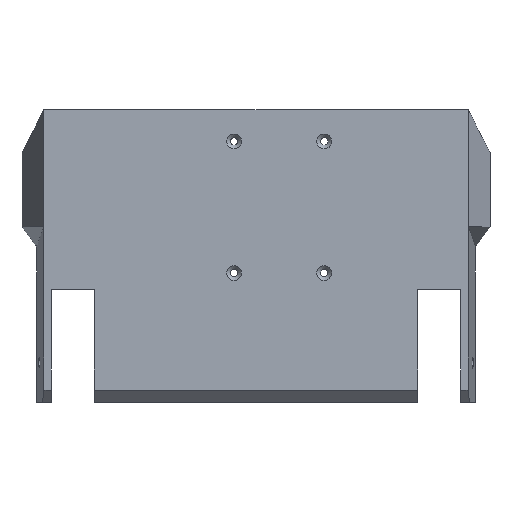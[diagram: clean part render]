
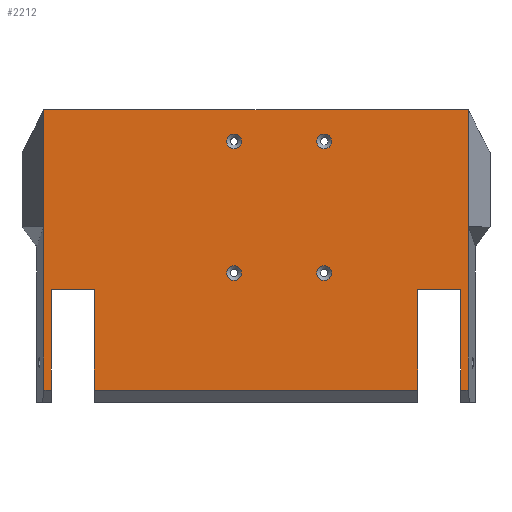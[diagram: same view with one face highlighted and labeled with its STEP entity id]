
A CAD part, front view. The second image highlights one B-rep face of the part: STEP entity #2212.
In plain terms, the highlighted planar face has unit normal (0, -1, 0).
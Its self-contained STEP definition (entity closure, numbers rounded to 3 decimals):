
#45=CIRCLE('',#2308,3.05);
#46=CIRCLE('',#2309,3.05);
#48=CIRCLE('',#2312,3.05);
#49=CIRCLE('',#2313,3.05);
#51=CIRCLE('',#2316,3.05);
#52=CIRCLE('',#2317,3.05);
#54=CIRCLE('',#2320,3.05);
#55=CIRCLE('',#2321,3.05);
#136=FACE_BOUND('',#383,.T.);
#137=FACE_BOUND('',#384,.T.);
#138=FACE_BOUND('',#385,.T.);
#139=FACE_BOUND('',#386,.T.);
#251=FACE_OUTER_BOUND('',#382,.T.);
#382=EDGE_LOOP('',(#1977,#1978,#1979,#1980,#1981,#1982,#1983,#1984,#1985,
#1986,#1987,#1988,#1989,#1990));
#383=EDGE_LOOP('',(#1991,#1992));
#384=EDGE_LOOP('',(#1993,#1994));
#385=EDGE_LOOP('',(#1995,#1996));
#386=EDGE_LOOP('',(#1997,#1998));
#396=LINE('',#3062,#631);
#400=LINE('',#3070,#635);
#412=LINE('',#3098,#647);
#415=LINE('',#3108,#650);
#569=LINE('',#3557,#804);
#575=LINE('',#3570,#810);
#576=LINE('',#3573,#811);
#582=LINE('',#3585,#817);
#604=LINE('',#3627,#839);
#608=LINE('',#3634,#843);
#620=LINE('',#3676,#855);
#622=LINE('',#3679,#857);
#623=LINE('',#3681,#858);
#624=LINE('',#3683,#859);
#631=VECTOR('',#2441,10.);
#635=VECTOR('',#2449,10.);
#647=VECTOR('',#2471,10.);
#650=VECTOR('',#2480,10.);
#804=VECTOR('',#2912,10.);
#810=VECTOR('',#2924,10.);
#811=VECTOR('',#2927,10.);
#817=VECTOR('',#2937,10.);
#839=VECTOR('',#2969,10.);
#843=VECTOR('',#2975,10.);
#855=VECTOR('',#3029,10.);
#857=VECTOR('',#3033,10.);
#858=VECTOR('',#3036,10.);
#859=VECTOR('',#3039,10.);
#863=VERTEX_POINT('',#3055);
#865=VERTEX_POINT('',#3060);
#867=VERTEX_POINT('',#3069);
#875=VERTEX_POINT('',#3088);
#878=VERTEX_POINT('',#3096);
#882=VERTEX_POINT('',#3105);
#972=VERTEX_POINT('',#3353);
#973=VERTEX_POINT('',#3354);
#975=VERTEX_POINT('',#3361);
#976=VERTEX_POINT('',#3362);
#978=VERTEX_POINT('',#3369);
#979=VERTEX_POINT('',#3370);
#981=VERTEX_POINT('',#3377);
#982=VERTEX_POINT('',#3378);
#1037=VERTEX_POINT('',#3554);
#1038=VERTEX_POINT('',#3556);
#1042=VERTEX_POINT('',#3568);
#1043=VERTEX_POINT('',#3572);
#1047=VERTEX_POINT('',#3584);
#1062=VERTEX_POINT('',#3625);
#1064=VERTEX_POINT('',#3632);
#1073=VERTEX_POINT('',#3675);
#1080=EDGE_CURVE('',#865,#863,#396,.T.);
#1084=EDGE_CURVE('',#863,#867,#400,.T.);
#1098=EDGE_CURVE('',#878,#875,#412,.T.);
#1103=EDGE_CURVE('',#875,#882,#415,.T.);
#1226=EDGE_CURVE('',#972,#973,#45,.T.);
#1227=EDGE_CURVE('',#973,#972,#46,.T.);
#1230=EDGE_CURVE('',#975,#976,#48,.T.);
#1231=EDGE_CURVE('',#976,#975,#49,.T.);
#1234=EDGE_CURVE('',#978,#979,#51,.T.);
#1235=EDGE_CURVE('',#979,#978,#52,.T.);
#1238=EDGE_CURVE('',#981,#982,#54,.T.);
#1239=EDGE_CURVE('',#982,#981,#55,.T.);
#1323=EDGE_CURVE('',#1038,#1037,#569,.T.);
#1330=EDGE_CURVE('',#1042,#1037,#575,.T.);
#1331=EDGE_CURVE('',#867,#1043,#576,.T.);
#1337=EDGE_CURVE('',#1047,#1043,#582,.T.);
#1361=EDGE_CURVE('',#1062,#878,#604,.T.);
#1365=EDGE_CURVE('',#1062,#1064,#608,.T.);
#1384=EDGE_CURVE('',#1073,#1047,#620,.T.);
#1386=EDGE_CURVE('',#1042,#1073,#622,.T.);
#1387=EDGE_CURVE('',#1064,#1038,#623,.T.);
#1388=EDGE_CURVE('',#882,#865,#624,.T.);
#1977=ORIENTED_EDGE('',*,*,#1330,.F.);
#1978=ORIENTED_EDGE('',*,*,#1386,.T.);
#1979=ORIENTED_EDGE('',*,*,#1384,.T.);
#1980=ORIENTED_EDGE('',*,*,#1337,.T.);
#1981=ORIENTED_EDGE('',*,*,#1331,.F.);
#1982=ORIENTED_EDGE('',*,*,#1084,.F.);
#1983=ORIENTED_EDGE('',*,*,#1080,.F.);
#1984=ORIENTED_EDGE('',*,*,#1388,.F.);
#1985=ORIENTED_EDGE('',*,*,#1103,.F.);
#1986=ORIENTED_EDGE('',*,*,#1098,.F.);
#1987=ORIENTED_EDGE('',*,*,#1361,.F.);
#1988=ORIENTED_EDGE('',*,*,#1365,.T.);
#1989=ORIENTED_EDGE('',*,*,#1387,.T.);
#1990=ORIENTED_EDGE('',*,*,#1323,.T.);
#1991=ORIENTED_EDGE('',*,*,#1226,.T.);
#1992=ORIENTED_EDGE('',*,*,#1227,.T.);
#1993=ORIENTED_EDGE('',*,*,#1230,.T.);
#1994=ORIENTED_EDGE('',*,*,#1231,.T.);
#1995=ORIENTED_EDGE('',*,*,#1234,.T.);
#1996=ORIENTED_EDGE('',*,*,#1235,.T.);
#1997=ORIENTED_EDGE('',*,*,#1238,.T.);
#1998=ORIENTED_EDGE('',*,*,#1239,.T.);
#2101=PLANE('',#2423);
#2212=ADVANCED_FACE('',(#251,#136,#137,#138,#139),#2101,.F.);
#2308=AXIS2_PLACEMENT_3D('',#3355,#2695,#2696);
#2309=AXIS2_PLACEMENT_3D('',#3356,#2697,#2698);
#2312=AXIS2_PLACEMENT_3D('',#3363,#2704,#2705);
#2313=AXIS2_PLACEMENT_3D('',#3364,#2706,#2707);
#2316=AXIS2_PLACEMENT_3D('',#3371,#2713,#2714);
#2317=AXIS2_PLACEMENT_3D('',#3372,#2715,#2716);
#2320=AXIS2_PLACEMENT_3D('',#3379,#2722,#2723);
#2321=AXIS2_PLACEMENT_3D('',#3380,#2724,#2725);
#2423=AXIS2_PLACEMENT_3D('',#3682,#3037,#3038);
#2441=DIRECTION('',(0.,0.,-1.));
#2449=DIRECTION('',(0.,0.,-1.));
#2471=DIRECTION('',(0.,0.,1.));
#2480=DIRECTION('',(0.,0.,1.));
#2695=DIRECTION('center_axis',(0.,1.,0.));
#2696=DIRECTION('ref_axis',(1.,0.,0.));
#2697=DIRECTION('center_axis',(0.,1.,0.));
#2698=DIRECTION('ref_axis',(1.,0.,0.));
#2704=DIRECTION('center_axis',(0.,1.,0.));
#2705=DIRECTION('ref_axis',(1.,0.,0.));
#2706=DIRECTION('center_axis',(0.,1.,0.));
#2707=DIRECTION('ref_axis',(1.,0.,0.));
#2713=DIRECTION('center_axis',(0.,1.,0.));
#2714=DIRECTION('ref_axis',(1.,0.,0.));
#2715=DIRECTION('center_axis',(0.,1.,0.));
#2716=DIRECTION('ref_axis',(1.,0.,0.));
#2722=DIRECTION('center_axis',(0.,1.,0.));
#2723=DIRECTION('ref_axis',(1.,0.,0.));
#2724=DIRECTION('center_axis',(0.,1.,0.));
#2725=DIRECTION('ref_axis',(1.,0.,0.));
#2912=DIRECTION('',(0.,0.,-1.));
#2924=DIRECTION('',(-1.,0.,0.));
#2927=DIRECTION('',(-1.,0.,0.));
#2937=DIRECTION('',(0.,0.,-1.));
#2969=DIRECTION('',(-1.,0.,0.));
#2975=DIRECTION('',(0.,0.,1.));
#3029=DIRECTION('',(1.,0.,0.));
#3033=DIRECTION('',(0.,0.,1.));
#3036=DIRECTION('',(1.,0.,0.));
#3037=DIRECTION('center_axis',(0.,1.,0.));
#3038=DIRECTION('ref_axis',(0.,0.,1.));
#3039=DIRECTION('',(1.,0.,0.));
#3055=CARTESIAN_POINT('',(87.,0.,12.));
#3060=CARTESIAN_POINT('',(87.,0.,60.));
#3062=CARTESIAN_POINT('',(87.,0.,30.));
#3069=CARTESIAN_POINT('',(87.,0.,-55.));
#3070=CARTESIAN_POINT('',(87.,0.,30.));
#3088=CARTESIAN_POINT('',(-87.,0.,12.));
#3096=CARTESIAN_POINT('',(-87.,0.,-55.));
#3098=CARTESIAN_POINT('',(-87.,0.,-30.));
#3105=CARTESIAN_POINT('',(-87.,0.,60.));
#3108=CARTESIAN_POINT('',(-87.,0.,-30.));
#3353=CARTESIAN_POINT('',(31.05,0.,-7.));
#3354=CARTESIAN_POINT('',(24.95,0.,-7.));
#3355=CARTESIAN_POINT('Origin',(28.,0.,-7.));
#3356=CARTESIAN_POINT('Origin',(28.,0.,-7.));
#3361=CARTESIAN_POINT('',(31.05,0.,47.));
#3362=CARTESIAN_POINT('',(24.95,0.,47.));
#3363=CARTESIAN_POINT('Origin',(28.,0.,47.));
#3364=CARTESIAN_POINT('Origin',(28.,0.,47.));
#3369=CARTESIAN_POINT('',(-5.95,0.,-7.));
#3370=CARTESIAN_POINT('',(-12.05,0.,-7.));
#3371=CARTESIAN_POINT('Origin',(-9.,0.,-7.));
#3372=CARTESIAN_POINT('Origin',(-9.,0.,-7.));
#3377=CARTESIAN_POINT('',(-5.95,0.,47.));
#3378=CARTESIAN_POINT('',(-12.05,0.,47.));
#3379=CARTESIAN_POINT('Origin',(-9.,0.,47.));
#3380=CARTESIAN_POINT('Origin',(-9.,0.,47.));
#3554=CARTESIAN_POINT('',(-66.3,0.,-55.));
#3556=CARTESIAN_POINT('',(-66.3,0.,-13.85));
#3557=CARTESIAN_POINT('',(-66.3,0.,-30.));
#3568=CARTESIAN_POINT('',(66.3,0.,-55.));
#3570=CARTESIAN_POINT('',(45.,0.,-55.));
#3572=CARTESIAN_POINT('',(84.,0.,-55.));
#3573=CARTESIAN_POINT('',(45.,0.,-55.));
#3584=CARTESIAN_POINT('',(84.,0.,-13.85));
#3585=CARTESIAN_POINT('',(84.,0.,-30.));
#3625=CARTESIAN_POINT('',(-84.,0.,-55.));
#3627=CARTESIAN_POINT('',(45.,0.,-55.));
#3632=CARTESIAN_POINT('',(-84.,0.,-13.85));
#3634=CARTESIAN_POINT('',(-84.,0.,-6.925));
#3675=CARTESIAN_POINT('',(66.3,0.,-13.85));
#3676=CARTESIAN_POINT('',(42.,0.,-13.85));
#3679=CARTESIAN_POINT('',(66.3,0.,-6.925));
#3681=CARTESIAN_POINT('',(-33.15,0.,-13.85));
#3682=CARTESIAN_POINT('Origin',(0.,0.,0.));
#3683=CARTESIAN_POINT('',(-90.,0.,60.));
